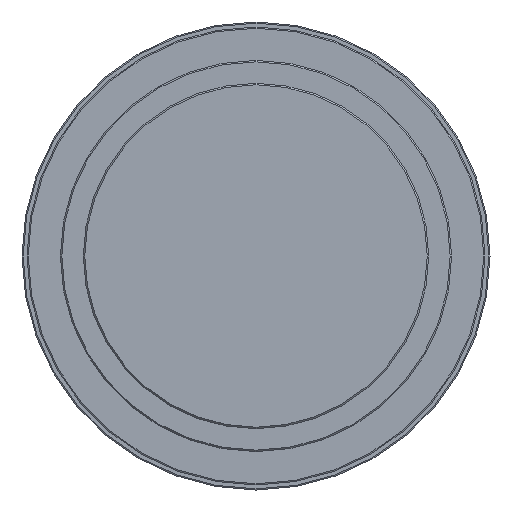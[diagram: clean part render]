
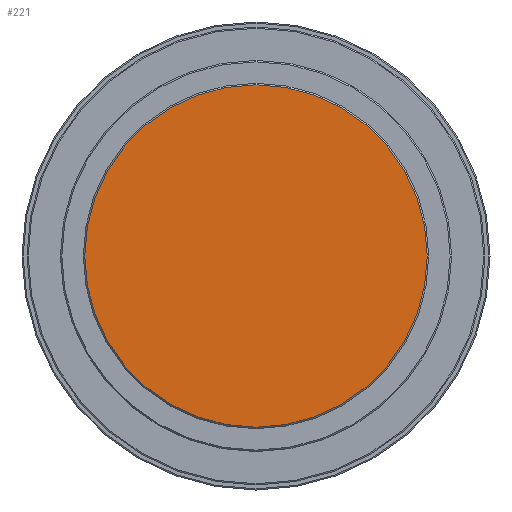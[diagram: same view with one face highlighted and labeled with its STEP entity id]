
A CAD part, left-side view. The second image highlights one B-rep face of the part: STEP entity #221.
In plain terms, the highlighted planar face has unit normal (-1, 0, 0).
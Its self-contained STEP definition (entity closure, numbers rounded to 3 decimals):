
#118 = CIRCLE ( 'NONE', #1346, 34.2 ) ;
#221 = ADVANCED_FACE ( 'NONE', ( #2595 ), #1517, .F. ) ;
#480 = ORIENTED_EDGE ( 'NONE', *, *, #1953, .T. ) ;
#653 = DIRECTION ( 'NONE',  ( 0., 0., -1. ) ) ;
#748 = ORIENTED_EDGE ( 'NONE', *, *, #2629, .T. ) ;
#971 = CARTESIAN_POINT ( 'NONE',  ( -32.262, 0., 0. ) ) ;
#1062 = VERTEX_POINT ( 'NONE', #3443 ) ;
#1185 = DIRECTION ( 'NONE',  ( 0., 0., -1. ) ) ;
#1346 = AXIS2_PLACEMENT_3D ( 'NONE', #3159, #1428, #1185 ) ;
#1428 = DIRECTION ( 'NONE',  ( -1., 0., 0. ) ) ;
#1509 = DIRECTION ( 'NONE',  ( 1., 0., 0. ) ) ;
#1517 = PLANE ( 'NONE',  #2639 ) ;
#1561 = DIRECTION ( 'NONE',  ( -1., 0., 0. ) ) ;
#1810 = AXIS2_PLACEMENT_3D ( 'NONE', #1869, #1561, #3522 ) ;
#1866 = CIRCLE ( 'NONE', #1810, 34.2 ) ;
#1869 = CARTESIAN_POINT ( 'NONE',  ( -32.262, 0., 0. ) ) ;
#1951 = EDGE_LOOP ( 'NONE', ( #748, #480 ) ) ;
#1953 = EDGE_CURVE ( 'NONE', #2584, #1062, #118, .T. ) ;
#2584 = VERTEX_POINT ( 'NONE', #3473 ) ;
#2595 = FACE_OUTER_BOUND ( 'NONE', #1951, .T. ) ;
#2629 = EDGE_CURVE ( 'NONE', #1062, #2584, #1866, .T. ) ;
#2639 = AXIS2_PLACEMENT_3D ( 'NONE', #971, #1509, #653 ) ;
#3159 = CARTESIAN_POINT ( 'NONE',  ( -32.262, 0., 0. ) ) ;
#3443 = CARTESIAN_POINT ( 'NONE',  ( -32.262, 0., -34.2 ) ) ;
#3473 = CARTESIAN_POINT ( 'NONE',  ( -32.262, 0., 34.2 ) ) ;
#3522 = DIRECTION ( 'NONE',  ( 0., 0., -1. ) ) ;
